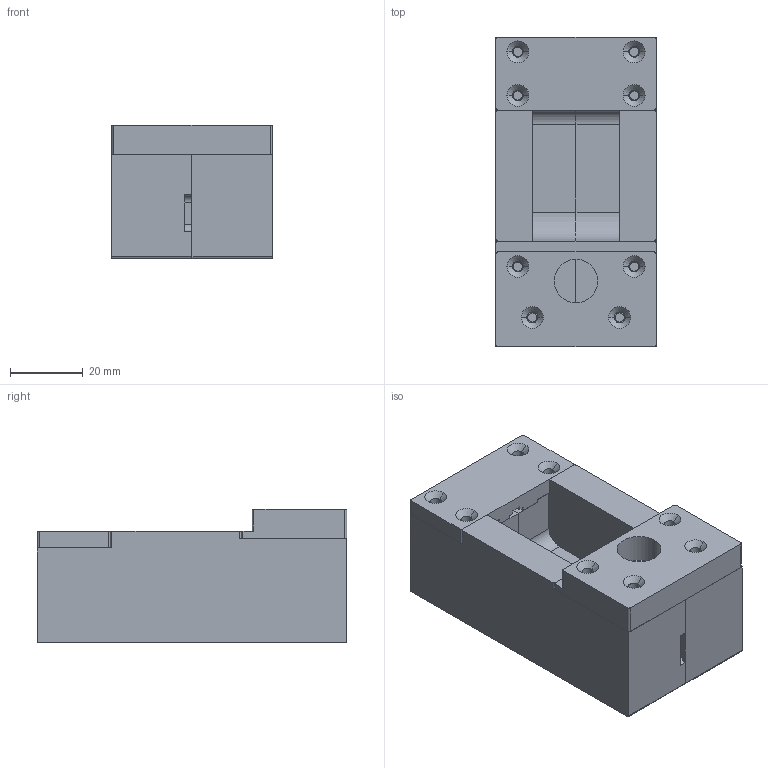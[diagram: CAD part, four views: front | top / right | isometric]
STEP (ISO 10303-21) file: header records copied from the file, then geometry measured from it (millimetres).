
FILE_DESCRIPTION (( 'STEP AP214' ), '1' );
FILE_NAME ('pangolin tag lite - mould.STEP', '2020-08-25T10:42:25', ( '' ), ( '' ), 'SwSTEP 2.0', 'SolidWorks 2016', '' );
FILE_SCHEMA (( 'AUTOMOTIVE_DESIGN' ));
Length unit declared in the file: millimetre
Products named in the file (1): pangolin tag lite - mould
Bounding box: 44 x 85 x 36.6 mm (x, y, z)
Volume: 99629.9 mm3; surface area: 28562.4 mm2
Topology: 4 solids, 4 shells, 229 faces, 605 edges, 398 vertices
Faces by surface type: cylinder 118, plane 87, cone 24
Entity records: 7293 total; most frequent: DIRECTION 1334, CARTESIAN_POINT 1233, ORIENTED_EDGE 1210, EDGE_CURVE 605, AXIS2_PLACEMENT_3D 499, VERTEX_POINT 398, VECTOR 336, LINE 336
